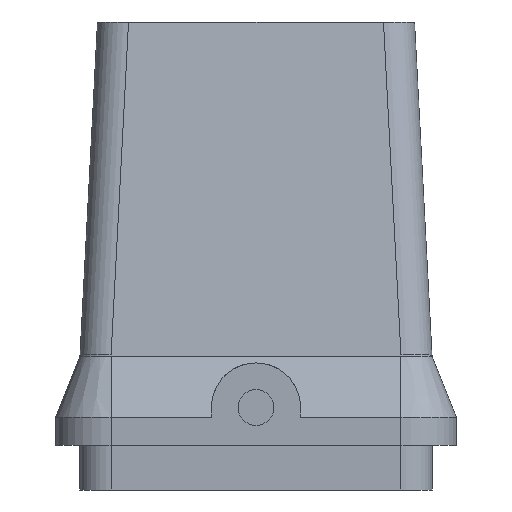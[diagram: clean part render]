
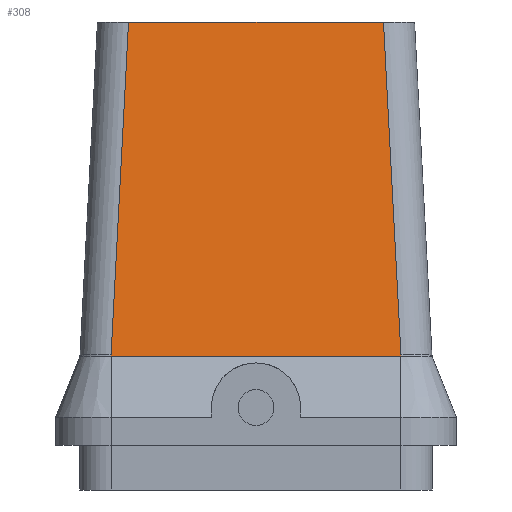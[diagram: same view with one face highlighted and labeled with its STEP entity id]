
A CAD part, left-side view. The second image highlights one B-rep face of the part: STEP entity #308.
In plain terms, the highlighted planar face has unit normal (-0.994, 0, 0.113).
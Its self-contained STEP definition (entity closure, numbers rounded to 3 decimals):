
#308 = ADVANCED_FACE( '', ( #793 ), #794, .F. );
#793 = FACE_OUTER_BOUND( '', #1716, .T. );
#794 = PLANE( '', #1717 );
#1716 = EDGE_LOOP( '', ( #2856, #2857, #2858, #2859, #2860, #2861, #2862, #2863 ) );
#1717 = AXIS2_PLACEMENT_3D( '', #2864, #2865, #2866 );
#2856 = ORIENTED_EDGE( '', *, *, #4720, .F. );
#2857 = ORIENTED_EDGE( '', *, *, #4721, .T. );
#2858 = ORIENTED_EDGE( '', *, *, #4722, .T. );
#2859 = ORIENTED_EDGE( '', *, *, #4723, .T. );
#2860 = ORIENTED_EDGE( '', *, *, #4510, .T. );
#2861 = ORIENTED_EDGE( '', *, *, #4700, .F. );
#2862 = ORIENTED_EDGE( '', *, *, #4724, .F. );
#2863 = ORIENTED_EDGE( '', *, *, #4725, .F. );
#2864 = CARTESIAN_POINT( '', ( -60.5, 124.121, 20. ) );
#2865 = DIRECTION( '', ( 0.994, 0., -0.113 ) );
#2866 = DIRECTION( '', ( -0.113, 0., -0.994 ) );
#4510 = EDGE_CURVE( '', #5254, #5267, #5269, .T. );
#4700 = EDGE_CURVE( '', #5604, #5267, #5605, .T. );
#4720 = EDGE_CURVE( '', #5634, #5635, #5636, .T. );
#4721 = EDGE_CURVE( '', #5634, #5637, #5638, .F. );
#4722 = EDGE_CURVE( '', #5637, #5639, #5640, .T. );
#4723 = EDGE_CURVE( '', #5639, #5254, #5641, .T. );
#4724 = EDGE_CURVE( '', #5642, #5604, #5643, .T. );
#4725 = EDGE_CURVE( '', #5635, #5642, #5644, .F. );
#5254 = VERTEX_POINT( '', #6374 );
#5267 = VERTEX_POINT( '', #6392 );
#5269 = LINE( '', #6395, #6396 );
#5604 = VERTEX_POINT( '', #7060 );
#5605 = LINE( '', #7061, #7062 );
#5634 = VERTEX_POINT( '', #7174 );
#5635 = VERTEX_POINT( '', #7175 );
#5636 = LINE( '', #7176, #7177 );
#5637 = VERTEX_POINT( '', #7178 );
#5638 = LINE( '', #7179, #7180 );
#5639 = VERTEX_POINT( '', #7181 );
#5640 = B_SPLINE_CURVE_WITH_KNOTS( '', 3, ( #7182, #7183, #7184, #7185 ), .UNSPECIFIED., .F., .F., ( 4, 4 ), ( 0., 0. ), .UNSPECIFIED. );
#5641 = LINE( '', #7186, #7187 );
#5642 = VERTEX_POINT( '', #7188 );
#5643 = B_SPLINE_CURVE_WITH_KNOTS( '', 3, ( #7189, #7190, #7191, #7192 ), .UNSPECIFIED., .F., .F., ( 4, 4 ), ( 0., 0. ), .UNSPECIFIED. );
#5644 = LINE( '', #7193, #7194 );
#6374 = CARTESIAN_POINT( '', ( -60.5, 32.5, 20. ) );
#6392 = CARTESIAN_POINT( '', ( -60.5, -32.5, 20. ) );
#6395 = CARTESIAN_POINT( '', ( -60.5, 124.121, 20. ) );
#6396 = VECTOR( '', #8418, 1000. );
#7060 = CARTESIAN_POINT( '', ( -60.5, -32.545, 20. ) );
#7061 = CARTESIAN_POINT( '', ( -60.5, -124.121, 20. ) );
#7062 = VECTOR( '', #8593, 1000. );
#7174 = CARTESIAN_POINT( '', ( -52., 28.601, 95. ) );
#7175 = CARTESIAN_POINT( '', ( -52., -28.601, 95. ) );
#7176 = CARTESIAN_POINT( '', ( -52., 0., 95. ) );
#7177 = VECTOR( '', #8612, 1000. );
#7178 = CARTESIAN_POINT( '', ( -60.452, 32.51, 20.422 ) );
#7179 = CARTESIAN_POINT( '', ( -60.541, 32.551, 19.64 ) );
#7180 = VECTOR( '', #8613, 1000. );
#7181 = CARTESIAN_POINT( '', ( -60.5, 32.545, 20. ) );
#7182 = CARTESIAN_POINT( '', ( -60.452, 32.51, 20.422 ) );
#7183 = CARTESIAN_POINT( '', ( -60.468, 32.517, 20.281 ) );
#7184 = CARTESIAN_POINT( '', ( -60.484, 32.529, 20.14 ) );
#7185 = CARTESIAN_POINT( '', ( -60.5, 32.545, 20. ) );
#7186 = CARTESIAN_POINT( '', ( -60.5, 124.121, 20. ) );
#7187 = VECTOR( '', #8614, 1000. );
#7188 = CARTESIAN_POINT( '', ( -60.452, -32.51, 20.422 ) );
#7189 = CARTESIAN_POINT( '', ( -60.452, -32.51, 20.422 ) );
#7190 = CARTESIAN_POINT( '', ( -60.468, -32.517, 20.281 ) );
#7191 = CARTESIAN_POINT( '', ( -60.484, -32.529, 20.14 ) );
#7192 = CARTESIAN_POINT( '', ( -60.5, -32.545, 20. ) );
#7193 = CARTESIAN_POINT( '', ( -60.541, -32.551, 19.64 ) );
#7194 = VECTOR( '', #8615, 1000. );
#8418 = DIRECTION( '', ( 0., -1., 0. ) );
#8593 = DIRECTION( '', ( 0., 1., 0. ) );
#8612 = DIRECTION( '', ( 0., -1., 0. ) );
#8613 = DIRECTION( '', ( 0.112, -0.052, 0.992 ) );
#8614 = DIRECTION( '', ( 0., -1., 0. ) );
#8615 = DIRECTION( '', ( 0.112, 0.052, 0.992 ) );
